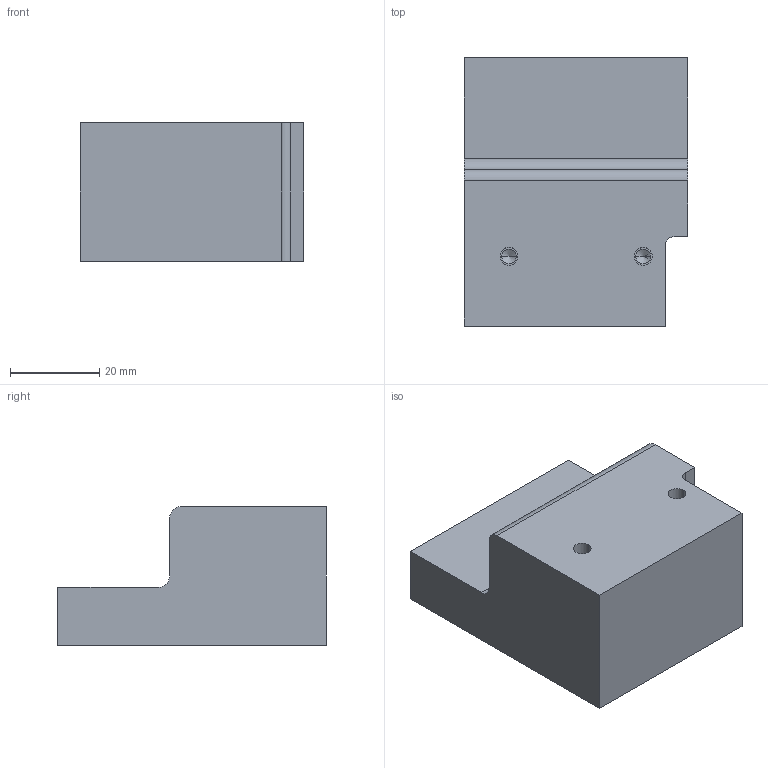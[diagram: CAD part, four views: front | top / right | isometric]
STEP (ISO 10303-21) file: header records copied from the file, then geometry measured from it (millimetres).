
FILE_DESCRIPTION (( 'STEP AP203' ), '1' );
FILE_NAME ('20-019377.step', '2022-03-22T13:18:10', ( '' ), ( '' ), 'SwSTEP 2.0', 'SolidWorks 2021', '' );
FILE_SCHEMA (( 'CONFIG_CONTROL_DESIGN' ));
Length unit declared in the file: millimetre
Products named in the file (1): 20-019377
Bounding box: 49.95 x 60 x 31 mm (x, y, z)
Volume: 66770.3 mm3; surface area: 12174.3 mm2
Topology: 1 solids, 1 shells, 41 faces, 97 edges, 58 vertices
Faces by surface type: cylinder 19, plane 14, cone 8
Entity records: 1206 total; most frequent: DIRECTION 211, CARTESIAN_POINT 189, ORIENTED_EDGE 178, EDGE_CURVE 89, AXIS2_PLACEMENT_3D 80, VERTEX_POINT 58, LINE 51, VECTOR 51
